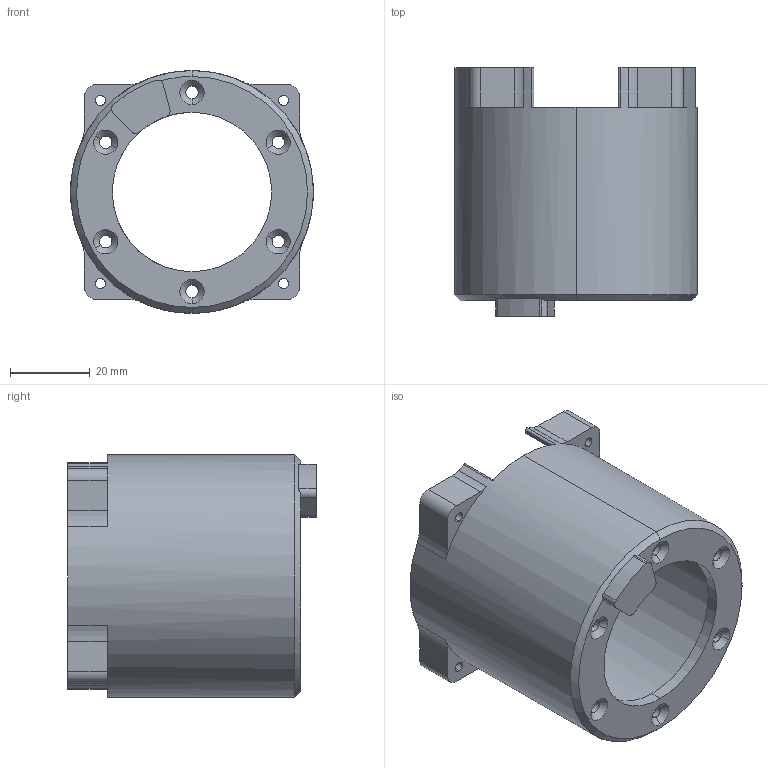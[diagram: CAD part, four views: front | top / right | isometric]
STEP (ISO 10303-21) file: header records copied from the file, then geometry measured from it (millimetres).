
FILE_DESCRIPTION (( 'STEP AP203' ), '1' );
FILE_NAME ('底座融合版V2.0-V0(A)KDzpros.STEP', '2024-11-20T05:30:05', ( '' ), ( '' ), 'SwSTEP 2.0', 'SolidWorks 2022', '' );
FILE_SCHEMA (( 'CONFIG_CONTROL_DESIGN' ));
Length unit declared in the file: millimetre
Products named in the file (1): 底座融合版V2.0-V0(A)KDzpros
Bounding box: 61 x 62.5 x 61 mm (x, y, z)
Volume: 22159.9 mm3; surface area: 25096.6 mm2
Topology: 1 solids, 1 shells, 102 faces, 289 edges, 188 vertices
Faces by surface type: cylinder 59, plane 29, cone 14
Entity records: 3507 total; most frequent: DIRECTION 646, CARTESIAN_POINT 597, ORIENTED_EDGE 578, EDGE_CURVE 289, AXIS2_PLACEMENT_3D 257, VERTEX_POINT 188, CIRCLE 154, LINE 132
